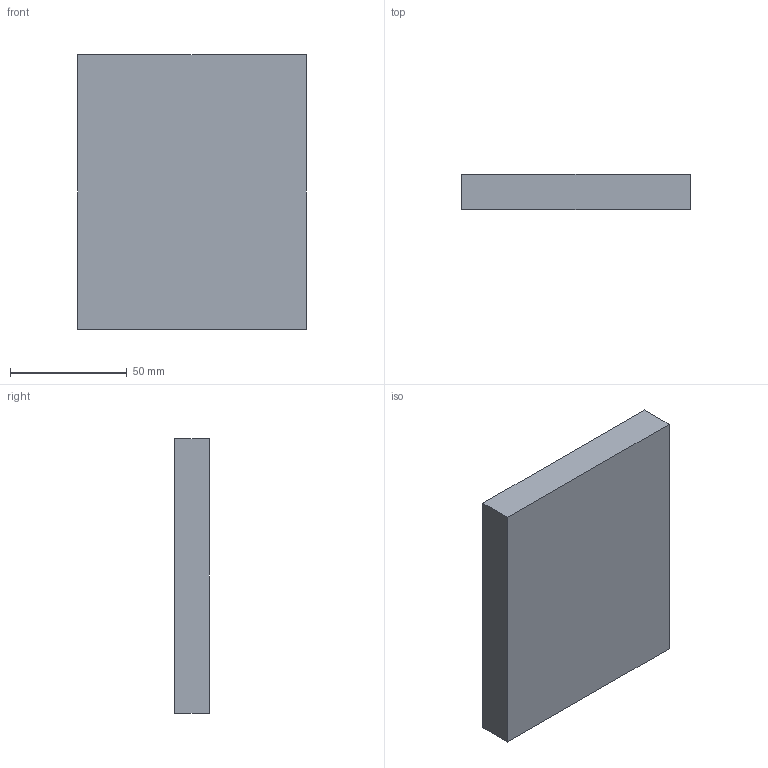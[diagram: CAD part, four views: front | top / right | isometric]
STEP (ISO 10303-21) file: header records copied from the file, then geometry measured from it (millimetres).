
FILE_DESCRIPTION(/* description */ (''),/* implementation_level */ '2;1');
FILE_NAME(/* name */ 'coque basse.stp',/* time_stamp */ '2018-07-11T17:26:33+02:00',/* author */ ('Piigle'),/* organization */ (''),/* preprocessor_version */ 'ST-DEVELOPER v16.5',/* originating_system */ 'Autodesk Inventor 2017',/* authorisation */ '');
FILE_SCHEMA (('AUTOMOTIVE_DESIGN { 1 0 10303 214 3 1 1 }'));
Length unit declared in the file: millimetre
Products named in the file (1): coque basse
Bounding box: 98 x 15 x 118 mm (x, y, z)
Volume: 152096.3 mm3; surface area: 31773.4 mm2
Topology: 1 solids, 1 shells, 58 faces, 152 edges, 98 vertices
Faces by surface type: plane 26, cylinder 21, cone 9, torus 2
Full cylindrical faces by diameter (mm): 2.459 x8, 18 x1, 22 x1, 80 x1
Entity records: 1676 total; most frequent: CARTESIAN_POINT 321, DIRECTION 286, ORIENTED_EDGE 248, EDGE_CURVE 124, AXIS2_PLACEMENT_3D 107, VERTEX_POINT 90, EDGE_LOOP 80, LINE 72
